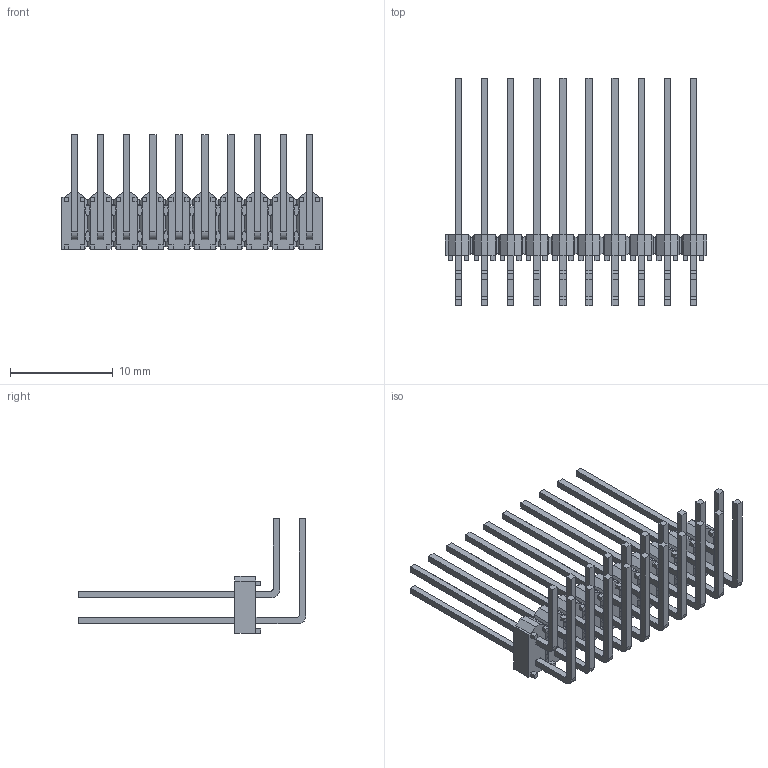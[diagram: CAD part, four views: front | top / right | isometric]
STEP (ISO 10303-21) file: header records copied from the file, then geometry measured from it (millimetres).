
FILE_DESCRIPTION(/* description */ ('STEP AP214'),/* implementation_level */ '2;1');
FILE_NAME(/* name */ 'MTSW-110-12-L-D-600-RA',/* time_stamp */ '2024-08-05T05:14:43+02:00',/* author */ ('License CC BY-ND 4.0'),/* organization */ ('CADENAS'),/* preprocessor_version */ 'ST-DEVELOPER v19.3',/* originating_system */ 'PARTsolutions',/* authorisation */ ' ');
FILE_SCHEMA (('AUTOMOTIVE_DESIGN {1 0 10303 214 3 1 1}'));
Length unit declared in the file: inch
Products named in the file (3): MTSW-110-12-L-D-600-RA; MTSW-110-12-L-D-600-RA_body; MTSW-110-12-D-600-RA
Assembly tree (2 placements, depth 2):
  MTSW-110-12-L-D-600-RA
    MTSW-110-12-L-D-600-RA_body
    MTSW-110-12-D-600-RA
Bounding box: 25.4 x 22.16 x 11.15 mm (x, y, z)
Volume: 491.2 mm3; surface area: 2238.4 mm2
Topology: 2 solids, 2 shells, 880 faces, 2322 edges, 1452 vertices
Faces by surface type: plane 840, cylinder 40
Entity records: 26532 total; most frequent: CARTESIAN_POINT 4657, ORIENTED_EDGE 4644, DIRECTION 4168, EDGE_CURVE 2322, LINE 2242, VECTOR 2242, VERTEX_POINT 1452, AXIS2_PLACEMENT_3D 963
